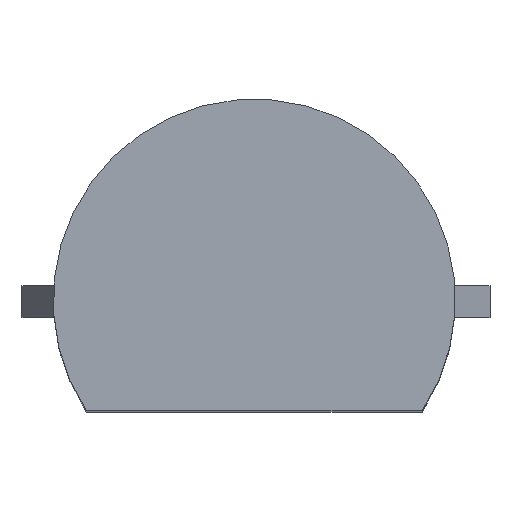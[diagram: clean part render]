
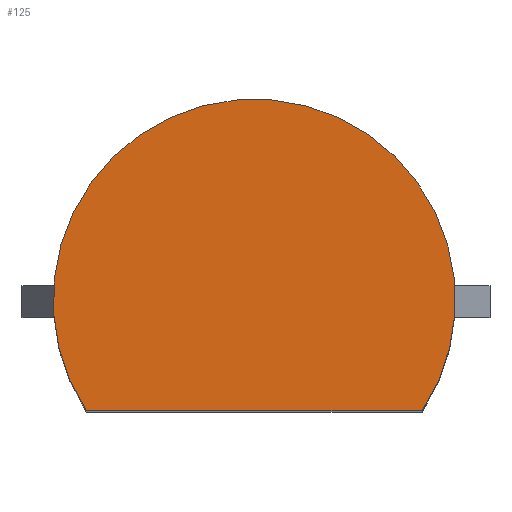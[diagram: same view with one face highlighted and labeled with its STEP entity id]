
A CAD part, top view. The second image highlights one B-rep face of the part: STEP entity #125.
In plain terms, the highlighted planar face has unit normal (0, 0, 1).
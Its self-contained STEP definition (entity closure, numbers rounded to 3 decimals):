
#12=DIRECTION('',(0.,0.,1.));
#23=VERTEX_POINT('',#24);
#24=CARTESIAN_POINT('',(0.524,-1.33,10.5));
#27=ORIENTED_EDGE('',*,*,#28,.T.);
#28=EDGE_CURVE('',#23,#29,#31,.T.);
#29=VERTEX_POINT('',#30);
#30=CARTESIAN_POINT('',(4.556,-1.33,10.5));
#31=LINE('',#24,#32);
#32=VECTOR('',#33,1.);
#33=DIRECTION('',(1.,0.,0.));
#49=ORIENTED_EDGE('',*,*,#50,.T.);
#50=EDGE_CURVE('',#29,#23,#51,.T.);
#51=CIRCLE('',#52,2.415);
#52=AXIS2_PLACEMENT_3D('',#53,#12,#33);
#53=CARTESIAN_POINT('',(2.54,0.,10.5));
#123=DIRECTION('',(0.,0.,-1.));
#124=DIRECTION('',(-1.,0.,0.));
#125=ADVANCED_FACE('',(#126),#128,.F.);
#126=FACE_BOUND('',#127,.T.);
#127=EDGE_LOOP('',(#27,#49));
#128=PLANE('',#129);
#129=AXIS2_PLACEMENT_3D('',#24,#123,#124);
